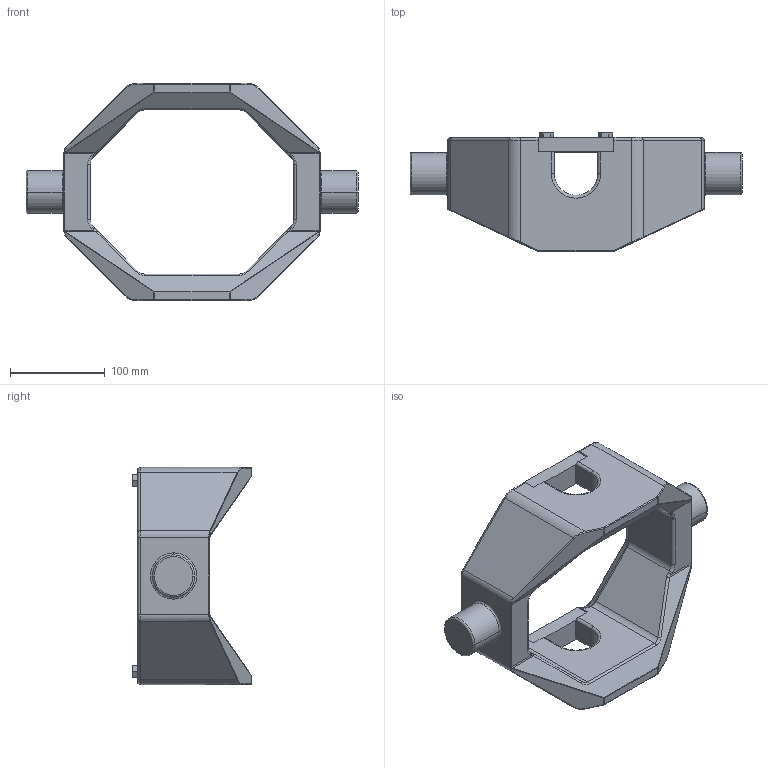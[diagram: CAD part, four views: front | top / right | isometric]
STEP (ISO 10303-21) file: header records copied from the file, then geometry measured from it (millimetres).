
FILE_DESCRIPTION (( 'STEP AP203' ), '1' );
FILE_NAME ('BER3 MONTE.STEP', '2018-02-07T08:21:06', ( '' ), ( '' ), 'SwSTEP 2.0', 'SolidWorks 2017', '' );
FILE_SCHEMA (( 'CONFIG_CONTROL_DESIGN' ));
Length unit declared in the file: millimetre
Products named in the file (1): BER3 MONTE
Bounding box: 350 x 125.3 x 229 mm (x, y, z)
Surface area: 197340.4 mm2 (no closed solid volume)
Topology: 0 solids, 7 shells, 316 faces, 776 edges, 458 vertices
Faces by surface type: cylinder 90, plane 84, bspline 52, torus 48, cone 34, sphere 8
Entity records: 10893 total; most frequent: CARTESIAN_POINT 3773, DIRECTION 1484, ORIENTED_EDGE 1468, EDGE_CURVE 772, AXIS2_PLACEMENT_3D 597, VERTEX_POINT 458, CIRCLE 332, EDGE_LOOP 330
